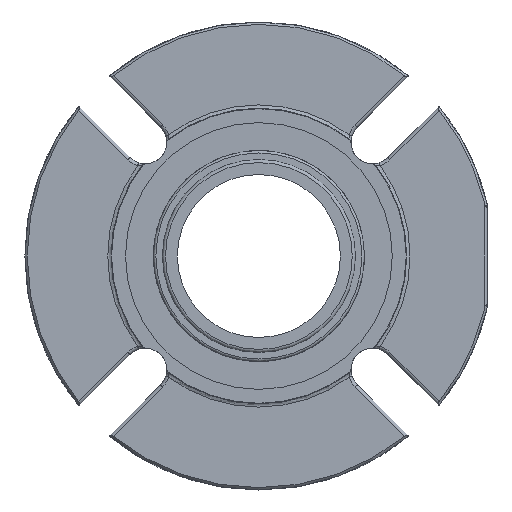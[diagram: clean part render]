
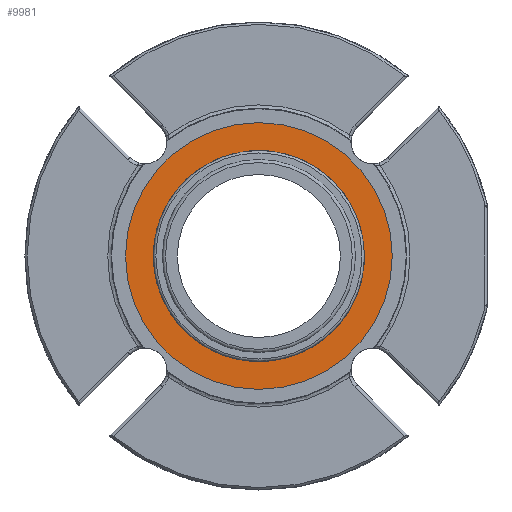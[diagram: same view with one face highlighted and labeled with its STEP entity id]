
A CAD part, left-side view. The second image highlights one B-rep face of the part: STEP entity #9981.
In plain terms, the highlighted planar face has unit normal (-1, 0, 0).
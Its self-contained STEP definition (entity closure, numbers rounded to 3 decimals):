
#1922=PLANE('',#10965);
#4421=ORIENTED_EDGE('',*,*,#6190,.T.);
#4422=ORIENTED_EDGE('',*,*,#6189,.F.);
#6189=EDGE_CURVE('',#7214,#7214,#7832,.F.);
#6190=EDGE_CURVE('',#7215,#7215,#7833,.T.);
#7214=VERTEX_POINT('',#20547);
#7215=VERTEX_POINT('',#20550);
#7832=CIRCLE('',#10964,34.29);
#7833=CIRCLE('',#10966,43.358);
#8475=EDGE_LOOP('',(#4421));
#8476=EDGE_LOOP('',(#4422));
#9171=FACE_BOUND('',#8475,.T.);
#9172=FACE_BOUND('',#8476,.T.);
#9981=ADVANCED_FACE('',(#9171,#9172),#1922,.F.);
#10964=AXIS2_PLACEMENT_3D('',#20546,#13337,#13338);
#10965=AXIS2_PLACEMENT_3D('',#20548,#13339,#13340);
#10966=AXIS2_PLACEMENT_3D('',#20549,#13341,#13342);
#13337=DIRECTION('',(1.,0.,0.));
#13338=DIRECTION('',(0.,0.,-1.));
#13339=DIRECTION('',(1.,0.,0.));
#13340=DIRECTION('',(0.,0.,-1.));
#13341=DIRECTION('',(-1.,0.,0.));
#13342=DIRECTION('',(0.,0.,1.));
#20546=CARTESIAN_POINT('',(-0.483,0.,0.));
#20547=CARTESIAN_POINT('',(-0.483,0.,-34.29));
#20548=CARTESIAN_POINT('',(-0.483,0.,43.358));
#20549=CARTESIAN_POINT('',(-0.483,0.,0.));
#20550=CARTESIAN_POINT('',(-0.483,0.,43.358));
